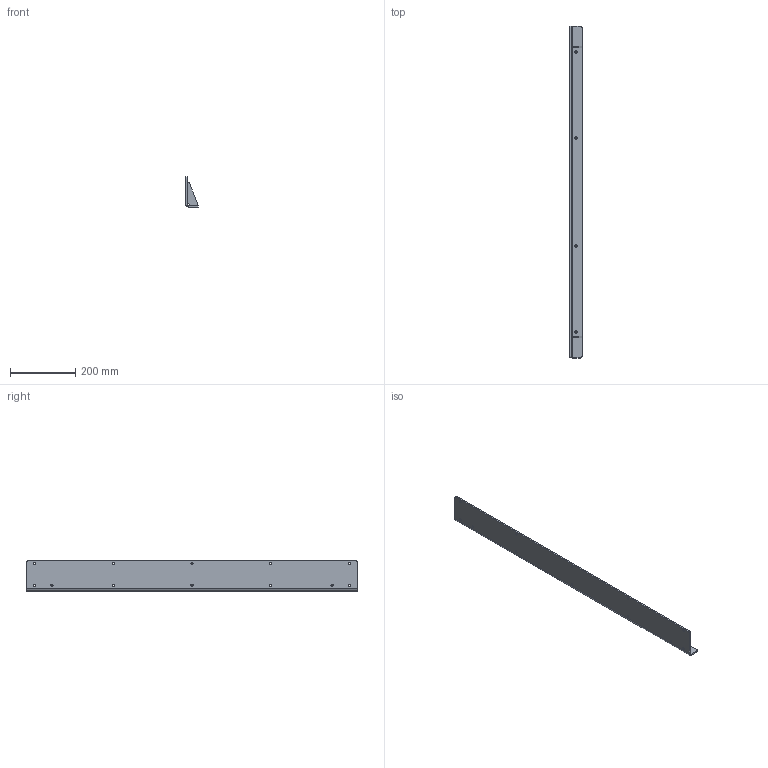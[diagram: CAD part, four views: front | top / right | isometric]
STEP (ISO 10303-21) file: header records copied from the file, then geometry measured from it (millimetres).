
FILE_DESCRIPTION(/* description */ (''),/* implementation_level */ '2;1');
FILE_NAME(/* name */ 'GE-17058_ASM_11_ASM.stp',/* time_stamp */ '2017-01-08T13:26:18-05:00',/* author */ ('jeff1'),/* organization */ (''),/* preprocessor_version */ 'ST-DEVELOPER v16.5',/* originating_system */ 'Autodesk Inventor 2017',/* authorisation */ '');
FILE_SCHEMA (('AUTOMOTIVE_DESIGN { 1 0 10303 214 3 1 1 }'));
Length unit declared in the file: inch
Products named in the file (3): GE-17058_ASM_11_ASM; GE-17058-01_19; GE-17058-02_4
Assembly tree (3 placements, depth 2):
  GE-17058_ASM_11_ASM
    GE-17058-01_19
    GE-17058-02_4  x2
Bounding box: 38.1 x 1016 x 92.08 mm (x, y, z)
Volume: 577342.1 mm3; surface area: 267030.9 mm2
Topology: 3 solids, 3 shells, 46 faces, 120 edges, 80 vertices
Faces by surface type: plane 24, cylinder 22
Full cylindrical faces by diameter (mm): 6.731 x16
Entity records: 1287 total; most frequent: DIRECTION 218, CARTESIAN_POINT 198, ORIENTED_EDGE 172, AXIS2_PLACEMENT_3D 88, EDGE_LOOP 86, EDGE_CURVE 86, VERTEX_POINT 68, FACE_BOUND 48
